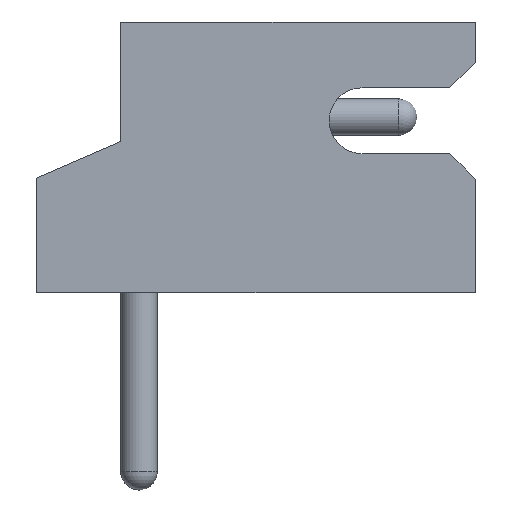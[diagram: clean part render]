
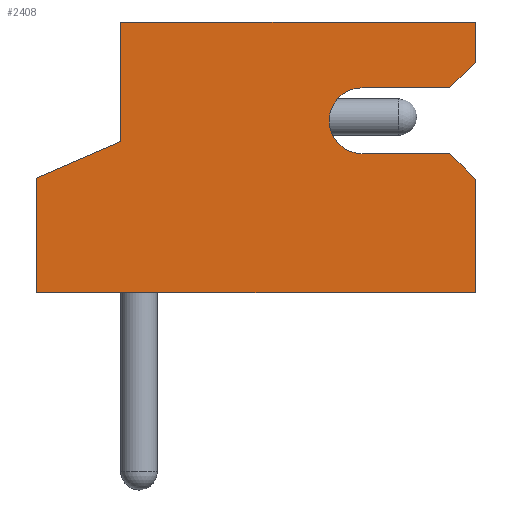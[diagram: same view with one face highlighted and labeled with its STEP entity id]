
A CAD part, front view. The second image highlights one B-rep face of the part: STEP entity #2408.
In plain terms, the highlighted planar face has unit normal (0, -1, 0).
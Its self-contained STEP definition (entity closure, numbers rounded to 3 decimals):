
#101=PLANE('',#2638);
#244=FACE_OUTER_BOUND('',#375,.T.);
#375=EDGE_LOOP('',(#2148,#2149,#2150,#2151,#2152,#2153,#2154,#2155,#2156,
#2157,#2158,#2159));
#480=LINE('',#3688,#731);
#485=LINE('',#3696,#736);
#557=LINE('',#3840,#808);
#569=LINE('',#3864,#820);
#573=LINE('',#3872,#824);
#575=LINE('',#3875,#826);
#613=LINE('',#3958,#864);
#621=LINE('',#3971,#872);
#627=LINE('',#3985,#878);
#630=LINE('',#3991,#881);
#632=LINE('',#3997,#883);
#731=VECTOR('',#3022,10.);
#736=VECTOR('',#3031,10.);
#808=VECTOR('',#3163,10.);
#820=VECTOR('',#3177,10.);
#824=VECTOR('',#3185,10.);
#826=VECTOR('',#3189,10.);
#864=VECTOR('',#3259,10.);
#872=VECTOR('',#3273,10.);
#878=VECTOR('',#3283,10.);
#881=VECTOR('',#3288,10.);
#883=VECTOR('',#3298,10.);
#978=CIRCLE('',#2637,0.45);
#1113=VERTEX_POINT('',#3685);
#1114=VERTEX_POINT('',#3687);
#1115=VERTEX_POINT('',#3695);
#1156=VERTEX_POINT('',#3837);
#1157=VERTEX_POINT('',#3839);
#1168=VERTEX_POINT('',#3863);
#1170=VERTEX_POINT('',#3871);
#1198=VERTEX_POINT('',#3955);
#1199=VERTEX_POINT('',#3957);
#1206=VERTEX_POINT('',#3982);
#1207=VERTEX_POINT('',#3984);
#1209=VERTEX_POINT('',#3990);
#1385=EDGE_CURVE('',#1113,#1114,#480,.T.);
#1390=EDGE_CURVE('',#1115,#1114,#485,.T.);
#1462=EDGE_CURVE('',#1156,#1157,#557,.T.);
#1474=EDGE_CURVE('',#1168,#1115,#569,.T.);
#1478=EDGE_CURVE('',#1170,#1168,#573,.T.);
#1480=EDGE_CURVE('',#1156,#1170,#575,.T.);
#1520=EDGE_CURVE('',#1199,#1198,#613,.T.);
#1528=EDGE_CURVE('',#1113,#1199,#621,.T.);
#1534=EDGE_CURVE('',#1207,#1206,#627,.T.);
#1537=EDGE_CURVE('',#1209,#1207,#630,.T.);
#1540=EDGE_CURVE('',#1198,#1209,#978,.T.);
#1541=EDGE_CURVE('',#1157,#1206,#632,.T.);
#2148=ORIENTED_EDGE('',*,*,#1528,.T.);
#2149=ORIENTED_EDGE('',*,*,#1520,.T.);
#2150=ORIENTED_EDGE('',*,*,#1540,.T.);
#2151=ORIENTED_EDGE('',*,*,#1537,.T.);
#2152=ORIENTED_EDGE('',*,*,#1534,.T.);
#2153=ORIENTED_EDGE('',*,*,#1541,.F.);
#2154=ORIENTED_EDGE('',*,*,#1462,.F.);
#2155=ORIENTED_EDGE('',*,*,#1480,.T.);
#2156=ORIENTED_EDGE('',*,*,#1478,.T.);
#2157=ORIENTED_EDGE('',*,*,#1474,.T.);
#2158=ORIENTED_EDGE('',*,*,#1390,.T.);
#2159=ORIENTED_EDGE('',*,*,#1385,.F.);
#2408=ADVANCED_FACE('',(#244),#101,.T.);
#2637=AXIS2_PLACEMENT_3D('',#3995,#3294,#3295);
#2638=AXIS2_PLACEMENT_3D('',#3996,#3296,#3297);
#3022=DIRECTION('',(0.,0.,-1.));
#3031=DIRECTION('',(1.,0.,0.));
#3163=DIRECTION('',(1.,0.,0.));
#3177=DIRECTION('',(0.,0.,-1.));
#3185=DIRECTION('',(-0.917,0.,-0.399));
#3189=DIRECTION('',(0.,0.,-1.));
#3259=DIRECTION('',(-1.,0.,0.));
#3273=DIRECTION('',(-0.707,0.,0.707));
#3283=DIRECTION('',(0.707,0.,0.707));
#3288=DIRECTION('',(1.,0.,0.));
#3294=DIRECTION('center_axis',(0.,1.,0.));
#3295=DIRECTION('ref_axis',(0.,0.,1.));
#3296=DIRECTION('center_axis',(0.,-1.,0.));
#3297=DIRECTION('ref_axis',(0.,0.,-1.));
#3298=DIRECTION('',(0.,0.,-1.));
#3685=CARTESIAN_POINT('',(4.6,-1.5,1.55));
#3687=CARTESIAN_POINT('',(4.6,-1.5,0.));
#3688=CARTESIAN_POINT('',(4.6,-1.5,3.7));
#3695=CARTESIAN_POINT('',(-1.4,-1.5,0.));
#3696=CARTESIAN_POINT('',(0.,-1.5,0.));
#3837=CARTESIAN_POINT('',(-0.25,-1.5,3.7));
#3839=CARTESIAN_POINT('',(4.6,-1.5,3.7));
#3840=CARTESIAN_POINT('',(0.,-1.5,3.7));
#3863=CARTESIAN_POINT('',(-1.4,-1.5,1.565));
#3864=CARTESIAN_POINT('',(-1.4,-1.5,3.7));
#3871=CARTESIAN_POINT('',(-0.25,-1.5,2.065));
#3872=CARTESIAN_POINT('',(-0.25,-1.5,2.065));
#3875=CARTESIAN_POINT('',(-0.25,-1.5,3.7));
#3955=CARTESIAN_POINT('',(3.05,-1.5,1.9));
#3957=CARTESIAN_POINT('',(4.25,-1.5,1.9));
#3958=CARTESIAN_POINT('',(2.125,-1.5,1.9));
#3971=CARTESIAN_POINT('',(2.913,-1.5,3.238));
#3982=CARTESIAN_POINT('',(4.6,-1.5,3.15));
#3984=CARTESIAN_POINT('',(4.25,-1.5,2.8));
#3985=CARTESIAN_POINT('',(3.413,-1.5,1.963));
#3990=CARTESIAN_POINT('',(3.05,-1.5,2.8));
#3991=CARTESIAN_POINT('',(1.525,-1.5,2.8));
#3995=CARTESIAN_POINT('Origin',(3.05,-1.5,2.35));
#3996=CARTESIAN_POINT('Origin',(0.,-1.5,3.7));
#3997=CARTESIAN_POINT('',(4.6,-1.5,3.7));
